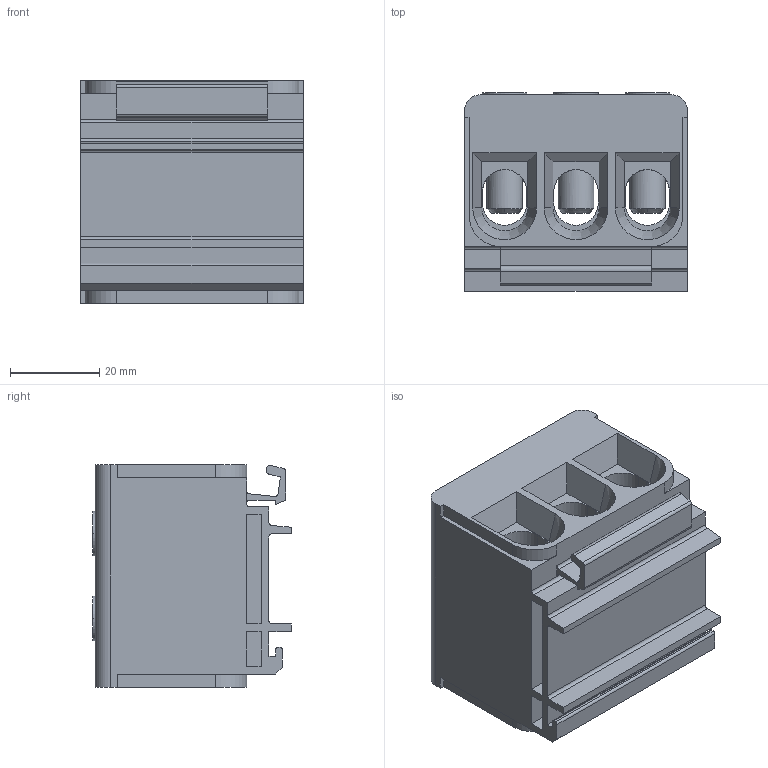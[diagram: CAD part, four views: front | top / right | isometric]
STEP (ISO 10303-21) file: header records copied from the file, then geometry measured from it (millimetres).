
FILE_DESCRIPTION (( 'STEP AP203' ), '1' );
FILE_NAME ('Êëåììà ñèëîâàÿ ââîäíàÿ òðîéíàÿ ÊÑÂ 16-50 (plc-kvs3-16-50-grey).STEP', '2020-07-28T07:14:23', ( '' ), ( '' ), 'SwSTEP 2.0', 'SolidWorks 2019', '' );
FILE_SCHEMA (( 'CONFIG_CONTROL_DESIGN' ));
Length unit declared in the file: millimetre
Products named in the file (1): Êëåììà ñèëîâàÿ ââîäíàÿ òðîéíàÿ ÊÑÂ 16-50 (plc-kvs3-16-50-grey)
Bounding box: 50 x 44.5 x 50 mm (x, y, z)
Volume: 49748.7 mm3; surface area: 42255.9 mm2
Topology: 1 solids, 1 shells, 319 faces, 818 edges, 536 vertices
Faces by surface type: plane 189, cylinder 84, cone 34, bspline 12
Entity records: 14669 total; most frequent: CARTESIAN_POINT 6786, ORIENTED_EDGE 1636, DIRECTION 1570, EDGE_CURVE 818, VECTOR 538, LINE 538, VERTEX_POINT 536, AXIS2_PLACEMENT_3D 516
